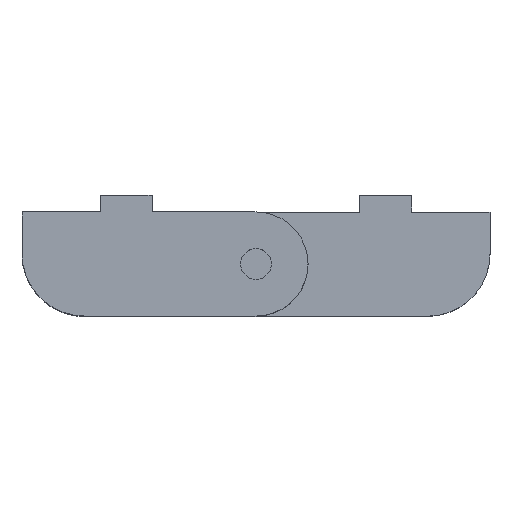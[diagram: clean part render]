
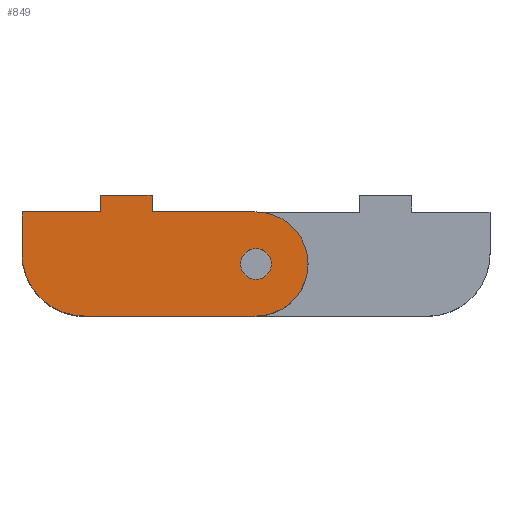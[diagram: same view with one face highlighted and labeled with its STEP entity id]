
A CAD part, top view. The second image highlights one B-rep face of the part: STEP entity #849.
In plain terms, the highlighted planar face has unit normal (0, 0, 1).
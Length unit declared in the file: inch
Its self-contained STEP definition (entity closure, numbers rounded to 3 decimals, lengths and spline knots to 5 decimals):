
#297=CARTESIAN_POINT('',(1.0925,-0.3125,1.155));
#298=VERTEX_POINT('',#297);
#307=CARTESIAN_POINT('',(0.78,-0.625,1.155));
#308=VERTEX_POINT('',#307);
#309=CARTESIAN_POINT('',(0.78,-0.3125,1.155));
#310=DIRECTION('',(0.0,0.0,-1.0));
#311=DIRECTION('',(1.0,0.0,0.0));
#312=AXIS2_PLACEMENT_3D('',#309,#310,#311);
#313=CIRCLE('',#312,0.3125);
#314=EDGE_CURVE('',#298,#308,#313,.T.);
#341=CARTESIAN_POINT('',(0.87325,-0.3125,1.155));
#342=VERTEX_POINT('',#341);
#358=CARTESIAN_POINT('',(0.68675,-0.3125,1.155));
#359=VERTEX_POINT('',#358);
#366=CARTESIAN_POINT('',(0.78,-0.3125,1.155));
#367=DIRECTION('',(0.0,0.0,-1.0));
#368=DIRECTION('',(1.0,0.0,0.0));
#369=AXIS2_PLACEMENT_3D('',#366,#367,#368);
#370=CIRCLE('',#369,0.09325);
#371=EDGE_CURVE('',#342,#359,#370,.T.);
#528=CARTESIAN_POINT('',(0.78,-0.3125,1.155));
#529=DIRECTION('',(0.0,0.0,-1.0));
#530=DIRECTION('',(1.0,0.0,0.0));
#531=AXIS2_PLACEMENT_3D('',#528,#529,#530);
#532=CIRCLE('',#531,0.09325);
#533=EDGE_CURVE('',#359,#342,#532,.T.);
#561=CARTESIAN_POINT('',(-0.625,-0.25,1.155));
#562=VERTEX_POINT('',#561);
#569=CARTESIAN_POINT('',(-0.625,0.,1.155));
#570=VERTEX_POINT('',#569);
#571=CARTESIAN_POINT('',(-0.625,-0.25,1.155));
#572=DIRECTION('',(0.0,1.0,0.0));
#573=VECTOR('',#572,0.25);
#574=LINE('',#571,#573);
#575=EDGE_CURVE('',#562,#570,#574,.T.);
#600=CARTESIAN_POINT('',(-0.25,-0.625,1.155));
#601=VERTEX_POINT('',#600);
#608=CARTESIAN_POINT('',(-0.25,-0.25,1.155));
#609=DIRECTION('',(0.0,0.0,-1.0));
#610=DIRECTION('',(1.0,0.0,0.0));
#611=AXIS2_PLACEMENT_3D('',#608,#609,#610);
#612=CIRCLE('',#611,0.375);
#613=EDGE_CURVE('',#601,#562,#612,.T.);
#631=CARTESIAN_POINT('',(0.78,-0.625,1.155));
#632=DIRECTION('',(-1.0,0.0,0.0));
#633=VECTOR('',#632,1.03);
#634=LINE('',#631,#633);
#635=EDGE_CURVE('',#308,#601,#634,.T.);
#660=CARTESIAN_POINT('',(0.78,0.,1.155));
#661=VERTEX_POINT('',#660);
#668=CARTESIAN_POINT('',(0.78,-0.3125,1.155));
#669=DIRECTION('',(0.0,0.0,-1.0));
#670=DIRECTION('',(1.0,0.0,0.0));
#671=AXIS2_PLACEMENT_3D('',#668,#669,#670);
#672=CIRCLE('',#671,0.3125);
#673=EDGE_CURVE('',#661,#298,#672,.T.);
#691=CARTESIAN_POINT('',(0.156,0.,1.155));
#692=VERTEX_POINT('',#691);
#699=CARTESIAN_POINT('',(0.156,0.,1.155));
#700=DIRECTION('',(1.0,0.0,0.0));
#701=VECTOR('',#700,0.624);
#702=LINE('',#699,#701);
#703=EDGE_CURVE('',#692,#661,#702,.T.);
#722=CARTESIAN_POINT('',(0.156,0.1,1.155));
#723=VERTEX_POINT('',#722);
#730=CARTESIAN_POINT('',(0.156,0.1,1.155));
#731=DIRECTION('',(0.0,-1.0,0.0));
#732=VECTOR('',#731,0.1);
#733=LINE('',#730,#732);
#734=EDGE_CURVE('',#723,#692,#733,.T.);
#753=CARTESIAN_POINT('',(-0.156,0.1,1.155));
#754=VERTEX_POINT('',#753);
#761=CARTESIAN_POINT('',(-0.156,0.1,1.155));
#762=DIRECTION('',(1.0,0.0,0.0));
#763=VECTOR('',#762,0.312);
#764=LINE('',#761,#763);
#765=EDGE_CURVE('',#754,#723,#764,.T.);
#788=CARTESIAN_POINT('',(-0.156,0.,1.155));
#789=VERTEX_POINT('',#788);
#796=CARTESIAN_POINT('',(-0.156,0.,1.155));
#797=DIRECTION('',(0.0,1.0,0.0));
#798=VECTOR('',#797,0.1);
#799=LINE('',#796,#798);
#800=EDGE_CURVE('',#789,#754,#799,.T.);
#818=CARTESIAN_POINT('',(-0.625,0.,1.155));
#819=DIRECTION('',(1.0,0.0,0.0));
#820=VECTOR('',#819,0.469);
#821=LINE('',#818,#820);
#822=EDGE_CURVE('',#570,#789,#821,.T.);
#828=CARTESIAN_POINT('',(0.05794,-0.19342,1.155));
#829=DIRECTION('',(0.0,0.0,-1.0));
#830=DIRECTION('',(0.0,1.0,0.0));
#831=AXIS2_PLACEMENT_3D('',#828,#829,#830);
#832=PLANE('',#831);
#833=ORIENTED_EDGE('',*,*,#822,.F.);
#834=ORIENTED_EDGE('',*,*,#575,.F.);
#835=ORIENTED_EDGE('',*,*,#613,.F.);
#836=ORIENTED_EDGE('',*,*,#635,.F.);
#837=ORIENTED_EDGE('',*,*,#314,.F.);
#838=ORIENTED_EDGE('',*,*,#673,.F.);
#839=ORIENTED_EDGE('',*,*,#703,.F.);
#840=ORIENTED_EDGE('',*,*,#734,.F.);
#841=ORIENTED_EDGE('',*,*,#765,.F.);
#842=ORIENTED_EDGE('',*,*,#800,.F.);
#843=EDGE_LOOP('',(#833,#834,#835,#836,#837,#838,#839,#840,#841,#842));
#844=FACE_OUTER_BOUND('',#843,.T.);
#845=ORIENTED_EDGE('',*,*,#371,.T.);
#846=ORIENTED_EDGE('',*,*,#533,.T.);
#847=EDGE_LOOP('',(#845,#846));
#848=FACE_BOUND('',#847,.T.);
#849=ADVANCED_FACE('',(#844,#848),#832,.F.);
